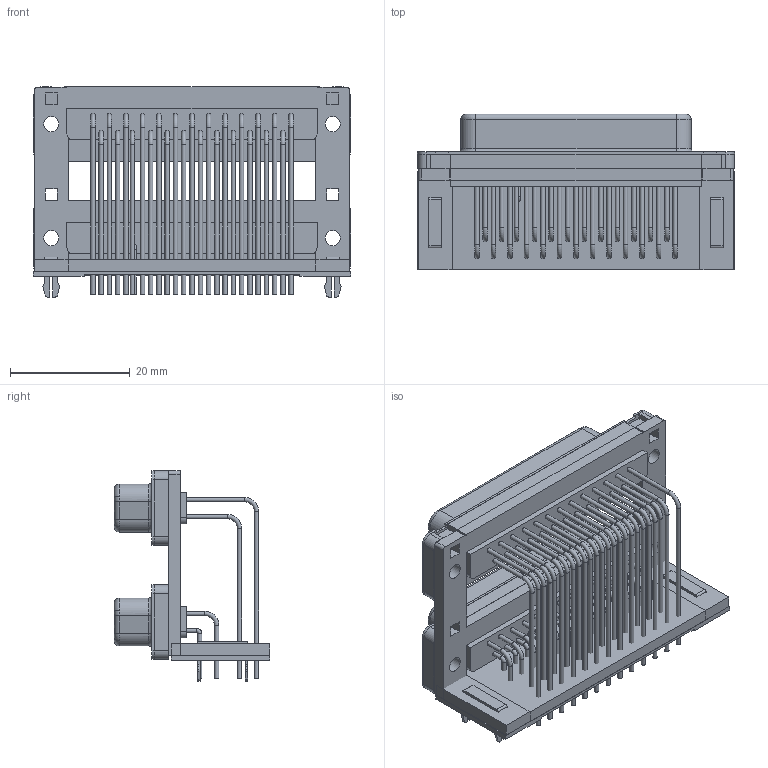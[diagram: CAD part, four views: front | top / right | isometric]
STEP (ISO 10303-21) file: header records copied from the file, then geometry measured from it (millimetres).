
FILE_DESCRIPTION(/* description */ (''),/* implementation_level */ '2;1');
FILE_NAME(/* name */ 'FCT_FDT25SG2M.stp',/* time_stamp */ '2017-09-18T10:44:09+02:00',/* author */ ('jchouvet'),/* organization */ (''),/* preprocessor_version */ 'ST-DEVELOPER v16.1',/* originating_system */ 'AutoCAD Mechanical',/* authorisation */ '');
FILE_SCHEMA (('AUTOMOTIVE_DESIGN { 1 0 10303 214 3 1 1 }'));
Length unit declared in the file: millimetre
Products named in the file (1): Product
Bounding box: 53 x 25.99 x 35.2 mm (x, y, z)
Volume: 10164 mm3; surface area: 21379.5 mm2
Topology: 87 solids, 87 shells, 838 faces, 1880 edges, 1220 vertices
Faces by surface type: plane 466, cylinder 244, torus 74, cone 54
Full cylindrical faces by diameter (mm): 0.75 x100, 2.54 x8, 3.54 x12, 4.5 x4
Entity records: 22405 total; most frequent: DIRECTION 3950, CARTESIAN_POINT 3819, ORIENTED_EDGE 3208, EDGE_CURVE 1604, AXIS2_PLACEMENT_3D 1475, EDGE_LOOP 1220, VERTEX_POINT 1172, LINE 1000
